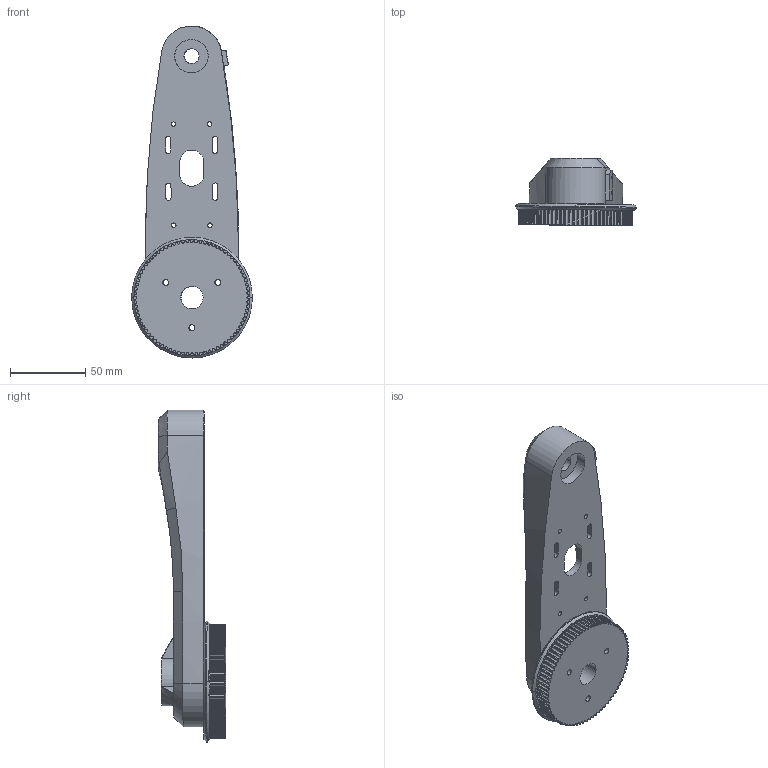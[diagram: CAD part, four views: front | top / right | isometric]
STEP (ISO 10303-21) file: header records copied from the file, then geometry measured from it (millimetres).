
FILE_DESCRIPTION (( 'STEP AP203' ), '1' );
FILE_NAME ('J2.STEP', '2025-10-14T22:18:41', ( '' ), ( '' ), 'SwSTEP 2.0', 'SolidWorks 2024', '' );
FILE_SCHEMA (( 'CONFIG_CONTROL_DESIGN' ));
Length unit declared in the file: millimetre
Products named in the file (4): HTD3M 80T; J2; Arm1v2; HTD80T 2mm spacer
Assembly tree (3 placements, depth 2):
  J2
    HTD3M 80T
    HTD80T 2mm spacer
    Arm1v2
Bounding box: 80 x 44.6 x 220 mm (x, y, z)
Volume: 226120 mm3; surface area: 64886.2 mm2
Topology: 3 solids, 3 shells, 704 faces, 2046 edges, 1357 vertices
Faces by surface type: cylinder 479, plane 203, cone 16, bspline 4, torus 2
Entity records: 24812 total; most frequent: CARTESIAN_POINT 4817, DIRECTION 4408, ORIENTED_EDGE 4092, EDGE_CURVE 2046, AXIS2_PLACEMENT_3D 1690, VERTEX_POINT 1357, VECTOR 1028, LINE 1028
